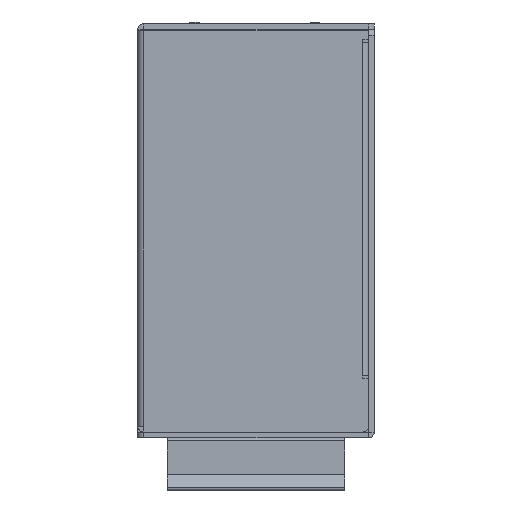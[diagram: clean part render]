
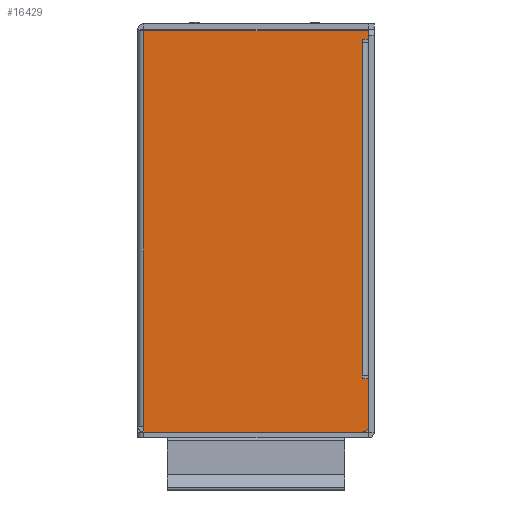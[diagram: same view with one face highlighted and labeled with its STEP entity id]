
A CAD part, front view. The second image highlights one B-rep face of the part: STEP entity #16429.
In plain terms, the highlighted planar face has unit normal (0, -1, 0).
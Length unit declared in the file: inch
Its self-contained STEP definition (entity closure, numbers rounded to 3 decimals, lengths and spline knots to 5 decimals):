
#621 = EDGE_CURVE ( 'NONE', #9973, #51234, #60962, .T. ) ;
#2503 = VECTOR ( 'NONE', #13858, 39.37008 ) ;
#2863 = ORIENTED_EDGE ( 'NONE', *, *, #23595, .T. ) ;
#6712 = AXIS2_PLACEMENT_3D ( 'NONE', #36297, #47422, #42370 ) ;
#8075 = DIRECTION ( 'NONE',  ( 0., 0., 1. ) ) ;
#8728 = CARTESIAN_POINT ( 'NONE',  ( -0.74803, -1.6896, 0.15354 ) ) ;
#9288 = CARTESIAN_POINT ( 'NONE',  ( 0.72835, -1.6896, 0.48819 ) ) ;
#9659 = EDGE_CURVE ( 'NONE', #21252, #48201, #18092, .T. ) ;
#9973 = VERTEX_POINT ( 'NONE', #63509 ) ;
#10571 = CARTESIAN_POINT ( 'NONE',  ( 0.70866, -1.6896, 2.72835 ) ) ;
#11487 = VERTEX_POINT ( 'NONE', #10571 ) ;
#13833 = VERTEX_POINT ( 'NONE', #64311 ) ;
#13858 = DIRECTION ( 'NONE',  ( 0., 0., -1. ) ) ;
#14235 = VERTEX_POINT ( 'NONE', #24049 ) ;
#14345 = LINE ( 'NONE', #9288, #41119 ) ;
#14810 = CARTESIAN_POINT ( 'NONE',  ( 0., -1.6896, 0.13386 ) ) ;
#14950 = DIRECTION ( 'NONE',  ( 0., 0., -1. ) ) ;
#14974 = EDGE_CURVE ( 'NONE', #51234, #58406, #39061, .T. ) ;
#15426 = LINE ( 'NONE', #21464, #42383 ) ;
#15901 = DIRECTION ( 'NONE',  ( 0., 0., -1. ) ) ;
#16429 = ADVANCED_FACE ( 'NONE', ( #24108 ), #22204, .T. ) ;
#17210 = DIRECTION ( 'NONE',  ( 1., 0., 0. ) ) ;
#17291 = VECTOR ( 'NONE', #15901, 39.37008 ) ;
#17527 = ORIENTED_EDGE ( 'NONE', *, *, #9659, .F. ) ;
#18092 = LINE ( 'NONE', #29531, #36046 ) ;
#20831 = CARTESIAN_POINT ( 'NONE',  ( 0.70866, -1.6896, 1.61811 ) ) ;
#21252 = VERTEX_POINT ( 'NONE', #53881 ) ;
#21464 = CARTESIAN_POINT ( 'NONE',  ( 0.72835, -1.6896, 2.74803 ) ) ;
#22167 = CARTESIAN_POINT ( 'NONE',  ( 0.70866, -1.6896, 0.50787 ) ) ;
#22204 = PLANE ( 'NONE',  #49472 ) ;
#22606 = EDGE_CURVE ( 'NONE', #14235, #9973, #60508, .T. ) ;
#23558 = VECTOR ( 'NONE', #14950, 39.37008 ) ;
#23595 = EDGE_CURVE ( 'NONE', #13833, #48201, #15426, .T. ) ;
#23855 = ORIENTED_EDGE ( 'NONE', *, *, #31044, .T. ) ;
#24049 = CARTESIAN_POINT ( 'NONE',  ( 0.74803, -1.6896, 0.17323 ) ) ;
#24108 = FACE_OUTER_BOUND ( 'NONE', #63455, .T. ) ;
#24284 = CARTESIAN_POINT ( 'NONE',  ( 0.74803, -1.6896, 1.4685 ) ) ;
#26637 = LINE ( 'NONE', #62361, #61736 ) ;
#27293 = ORIENTED_EDGE ( 'NONE', *, *, #621, .F. ) ;
#28669 = CARTESIAN_POINT ( 'NONE',  ( -0.74803, -1.6896, 2.80315 ) ) ;
#29531 = CARTESIAN_POINT ( 'NONE',  ( 0.74803, -1.6896, 1.4685 ) ) ;
#30114 = VECTOR ( 'NONE', #56563, 39.37008 ) ;
#30299 = ORIENTED_EDGE ( 'NONE', *, *, #22606, .F. ) ;
#30491 = DIRECTION ( 'NONE',  ( 1., 0., 0. ) ) ;
#31044 = EDGE_CURVE ( 'NONE', #38584, #58406, #50969, .T. ) ;
#32117 = VECTOR ( 'NONE', #35348, 39.37008 ) ;
#32221 = CARTESIAN_POINT ( 'NONE',  ( 0.70866, -1.6896, 0.48819 ) ) ;
#32323 = DIRECTION ( 'NONE',  ( 0., -1., 0. ) ) ;
#33860 = EDGE_CURVE ( 'NONE', #50857, #35567, #65836, .T. ) ;
#35348 = DIRECTION ( 'NONE',  ( -1., 0., 0. ) ) ;
#35567 = VERTEX_POINT ( 'NONE', #32221 ) ;
#35961 = VECTOR ( 'NONE', #59970, 39.37008 ) ;
#35974 = DIRECTION ( 'NONE',  ( 1., 0., 0. ) ) ;
#36046 = VECTOR ( 'NONE', #39318, 39.37008 ) ;
#36297 = CARTESIAN_POINT ( 'NONE',  ( 0.70866, -1.6896, 0.17323 ) ) ;
#36495 = CARTESIAN_POINT ( 'NONE',  ( 0.74803, -1.6896, 0.48819 ) ) ;
#37133 = EDGE_CURVE ( 'NONE', #35567, #44327, #14345, .T. ) ;
#38584 = VERTEX_POINT ( 'NONE', #28669 ) ;
#39061 = LINE ( 'NONE', #8728, #51477 ) ;
#39128 = LINE ( 'NONE', #24284, #2503 ) ;
#39318 = DIRECTION ( 'NONE',  ( 0., 0., -1. ) ) ;
#39417 = CARTESIAN_POINT ( 'NONE',  ( 0.70866, -1.6896, 2.18428 ) ) ;
#39616 = CARTESIAN_POINT ( 'NONE',  ( -0.7874, -1.6896, 2.18428 ) ) ;
#40424 = EDGE_CURVE ( 'NONE', #38584, #21252, #26637, .T. ) ;
#40598 = EDGE_CURVE ( 'NONE', #50857, #11487, #65022, .T. ) ;
#41119 = VECTOR ( 'NONE', #30491, 39.37008 ) ;
#42370 = DIRECTION ( 'NONE',  ( 0., 0., -1. ) ) ;
#42383 = VECTOR ( 'NONE', #35974, 39.37008 ) ;
#44327 = VERTEX_POINT ( 'NONE', #36495 ) ;
#45872 = ORIENTED_EDGE ( 'NONE', *, *, #33860, .F. ) ;
#47422 = DIRECTION ( 'NONE',  ( 0., 1., 0. ) ) ;
#48201 = VERTEX_POINT ( 'NONE', #51104 ) ;
#48706 = ORIENTED_EDGE ( 'NONE', *, *, #14974, .F. ) ;
#49121 = ORIENTED_EDGE ( 'NONE', *, *, #61303, .F. ) ;
#49472 = AXIS2_PLACEMENT_3D ( 'NONE', #39616, #32323, #58264 ) ;
#50857 = VERTEX_POINT ( 'NONE', #22167 ) ;
#50969 = LINE ( 'NONE', #61725, #17291 ) ;
#51104 = CARTESIAN_POINT ( 'NONE',  ( 0.74803, -1.6896, 2.74803 ) ) ;
#51234 = VERTEX_POINT ( 'NONE', #63196 ) ;
#51477 = VECTOR ( 'NONE', #8075, 39.37008 ) ;
#53133 = ORIENTED_EDGE ( 'NONE', *, *, #63227, .F. ) ;
#53881 = CARTESIAN_POINT ( 'NONE',  ( 0.74803, -1.6896, 2.80315 ) ) ;
#54742 = CARTESIAN_POINT ( 'NONE',  ( 0.70866, -1.6896, 1.61811 ) ) ;
#56563 = DIRECTION ( 'NONE',  ( 0., 0., -1. ) ) ;
#58183 = CARTESIAN_POINT ( 'NONE',  ( -0.74803, -1.6896, 0.17323 ) ) ;
#58264 = DIRECTION ( 'NONE',  ( 0., 0., -1. ) ) ;
#58406 = VERTEX_POINT ( 'NONE', #58183 ) ;
#59411 = ORIENTED_EDGE ( 'NONE', *, *, #40598, .T. ) ;
#59970 = DIRECTION ( 'NONE',  ( 0., 0., 1. ) ) ;
#60508 = CIRCLE ( 'NONE', #6712, 0.03937 ) ;
#60962 = LINE ( 'NONE', #14810, #32117 ) ;
#61303 = EDGE_CURVE ( 'NONE', #13833, #11487, #66657, .T. ) ;
#61725 = CARTESIAN_POINT ( 'NONE',  ( -0.74803, -1.6896, 2.18428 ) ) ;
#61736 = VECTOR ( 'NONE', #17210, 39.37008 ) ;
#62361 = CARTESIAN_POINT ( 'NONE',  ( 0., -1.6896, 2.80315 ) ) ;
#62393 = ORIENTED_EDGE ( 'NONE', *, *, #37133, .F. ) ;
#63196 = CARTESIAN_POINT ( 'NONE',  ( -0.74803, -1.6896, 0.13386 ) ) ;
#63227 = EDGE_CURVE ( 'NONE', #44327, #14235, #39128, .T. ) ;
#63455 = EDGE_LOOP ( 'NONE', ( #27293, #30299, #53133, #62393, #45872, #59411, #49121, #2863, #17527, #65721, #23855, #48706 ) ) ;
#63509 = CARTESIAN_POINT ( 'NONE',  ( 0.70866, -1.6896, 0.13386 ) ) ;
#64311 = CARTESIAN_POINT ( 'NONE',  ( 0.70866, -1.6896, 2.74803 ) ) ;
#65022 = LINE ( 'NONE', #39417, #35961 ) ;
#65721 = ORIENTED_EDGE ( 'NONE', *, *, #40424, .F. ) ;
#65836 = LINE ( 'NONE', #54742, #23558 ) ;
#66657 = LINE ( 'NONE', #20831, #30114 ) ;
